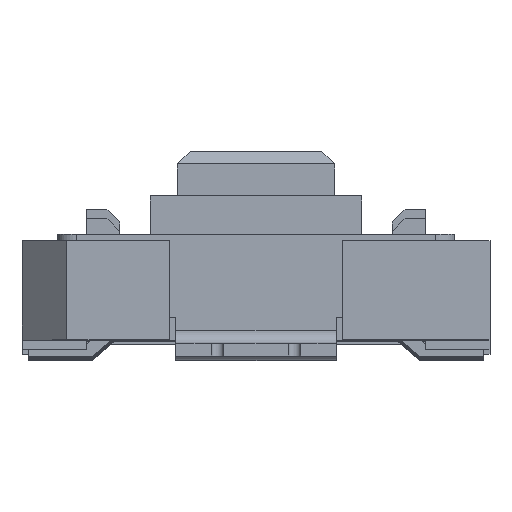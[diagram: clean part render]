
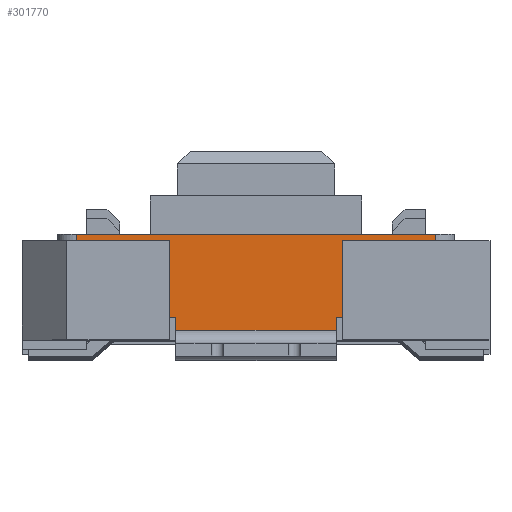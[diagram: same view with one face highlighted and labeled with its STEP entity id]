
A CAD part, top view. The second image highlights one B-rep face of the part: STEP entity #301770.
In plain terms, the highlighted planar face has unit normal (0, 0, 1).
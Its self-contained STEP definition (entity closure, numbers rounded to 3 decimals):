
#298200=CARTESIAN_POINT('',(-5.051,1.018,
30.138));
#298210=VERTEX_POINT('',#298200);
#299030=CARTESIAN_POINT('',(0.549,1.018,
30.138));
#299040=VERTEX_POINT('',#299030);
#299070=CARTESIAN_POINT('',(-2.251,1.018,
30.138));
#299080=DIRECTION('',(1.,0.,-0.));
#299090=VECTOR('',#299080,1.);
#299100=LINE('',#299070,#299090);
#299110=EDGE_CURVE('',#298210,#299040,#299100,.T.);
#299590=CARTESIAN_POINT('',(-5.051,0.518,
30.138));
#299600=VERTEX_POINT('',#299590);
#299630=CARTESIAN_POINT('',(-2.251,0.518,
30.138));
#299640=DIRECTION('',(1.,0.,-0.));
#299650=VECTOR('',#299640,1.);
#299660=LINE('',#299630,#299650);
#299670=CARTESIAN_POINT('',(-4.176,0.518,
30.138));
#299680=VERTEX_POINT('',#299670);
#299690=EDGE_CURVE('',#299600,#299680,#299660,.T.);
#300160=CARTESIAN_POINT('',(-4.176,0.518,
30.138));
#300170=DIRECTION('',(0.,-1.,0.));
#300180=VECTOR('',#300170,1.);
#300190=LINE('',#300160,#300180);
#300200=CARTESIAN_POINT('',(-4.176,-0.282,
30.138));
#300210=VERTEX_POINT('',#300200);
#300220=EDGE_CURVE('',#299680,#300210,#300190,.T.);
#300420=CARTESIAN_POINT('',(-2.251,-0.282,
30.138));
#300430=DIRECTION('',(1.,0.,-0.));
#300440=VECTOR('',#300430,1.);
#300450=LINE('',#300420,#300440);
#300460=CARTESIAN_POINT('',(-3.501,-0.282,
30.138));
#300470=VERTEX_POINT('',#300460);
#300480=EDGE_CURVE('',#300210,#300470,#300450,.T.);
#300750=CARTESIAN_POINT('',(-3.501,0.518,
30.138));
#300760=DIRECTION('',(0.,1.,0.));
#300770=VECTOR('',#300760,1.);
#300780=LINE('',#300750,#300770);
#300790=CARTESIAN_POINT('',(-3.501,-0.482,
30.138));
#300800=VERTEX_POINT('',#300790);
#300810=EDGE_CURVE('',#300800,#300470,#300780,.T.);
#301170=CARTESIAN_POINT('',(-3.501,0.518,
30.138));
#301180=DIRECTION('',(0.,0.,1.));
#301190=DIRECTION('',(-1.,0.,0.));
#301200=AXIS2_PLACEMENT_3D('',#301170,#301180,#301190);
#301210=PLANE('',#301200);
#301220=ORIENTED_EDGE('',*,*,#300810,.F.);
#301230=ORIENTED_EDGE('',*,*,#300480,.T.);
#301240=ORIENTED_EDGE('',*,*,#300220,.T.);
#301250=ORIENTED_EDGE('',*,*,#299690,.T.);
#301260=CARTESIAN_POINT('',(-5.051,0.518,
30.138));
#301270=DIRECTION('',(0.,1.,0.));
#301280=VECTOR('',#301270,1.);
#301290=LINE('',#301260,#301280);
#301300=EDGE_CURVE('',#299600,#298210,#301290,.T.);
#301310=ORIENTED_EDGE('',*,*,#301300,.F.);
#301320=ORIENTED_EDGE('',*,*,#299110,.F.);
#301330=CARTESIAN_POINT('',(0.549,0.518,
30.138));
#301340=DIRECTION('',(0.,1.,0.));
#301350=VECTOR('',#301340,1.);
#301360=LINE('',#301330,#301350);
#301370=CARTESIAN_POINT('',(0.549,0.518,
30.138));
#301380=VERTEX_POINT('',#301370);
#301390=EDGE_CURVE('',#301380,#299040,#301360,.T.);
#301400=ORIENTED_EDGE('',*,*,#301390,.T.);
#301410=CARTESIAN_POINT('',(-2.251,0.518,
30.138));
#301420=DIRECTION('',(1.,0.,-0.));
#301430=VECTOR('',#301420,1.);
#301440=LINE('',#301410,#301430);
#301450=CARTESIAN_POINT('',(-0.326,0.518,
30.138));
#301460=VERTEX_POINT('',#301450);
#301470=EDGE_CURVE('',#301460,#301380,#301440,.T.);
#301480=ORIENTED_EDGE('',*,*,#301470,.T.);
#301490=CARTESIAN_POINT('',(-0.326,0.518,
30.138));
#301500=DIRECTION('',(0.,-1.,0.));
#301510=VECTOR('',#301500,1.);
#301520=LINE('',#301490,#301510);
#301530=CARTESIAN_POINT('',(-0.326,-0.282,
30.138));
#301540=VERTEX_POINT('',#301530);
#301550=EDGE_CURVE('',#301460,#301540,#301520,.T.);
#301560=ORIENTED_EDGE('',*,*,#301550,.F.);
#301570=CARTESIAN_POINT('',(-1.001,-0.282,
30.138));
#301580=VERTEX_POINT('',#301570);
#301590=EDGE_CURVE('',#301580,#301540,#300450,.T.);
#301600=ORIENTED_EDGE('',*,*,#301590,.T.);
#301610=CARTESIAN_POINT('',(-1.001,0.518,
30.138));
#301620=DIRECTION('',(0.,-1.,0.));
#301630=VECTOR('',#301620,1.);
#301640=LINE('',#301610,#301630);
#301650=CARTESIAN_POINT('',(-1.001,-0.482,
30.138));
#301660=VERTEX_POINT('',#301650);
#301670=EDGE_CURVE('',#301580,#301660,#301640,.T.);
#301680=ORIENTED_EDGE('',*,*,#301670,.F.);
#301690=CARTESIAN_POINT('',(-2.251,-0.482,
30.138));
#301700=DIRECTION('',(1.,0.,-0.));
#301710=VECTOR('',#301700,1.);
#301720=LINE('',#301690,#301710);
#301730=EDGE_CURVE('',#300800,#301660,#301720,.T.);
#301740=ORIENTED_EDGE('',*,*,#301730,.T.);
#301750=EDGE_LOOP('',(#301740,#301680,#301600,#301560,#301480,#301400,
#301320,#301310,#301250,#301240,#301230,#301220));
#301760=FACE_OUTER_BOUND('',#301750,.T.);
#301770=ADVANCED_FACE('',(#301760),#301210,.T.);
